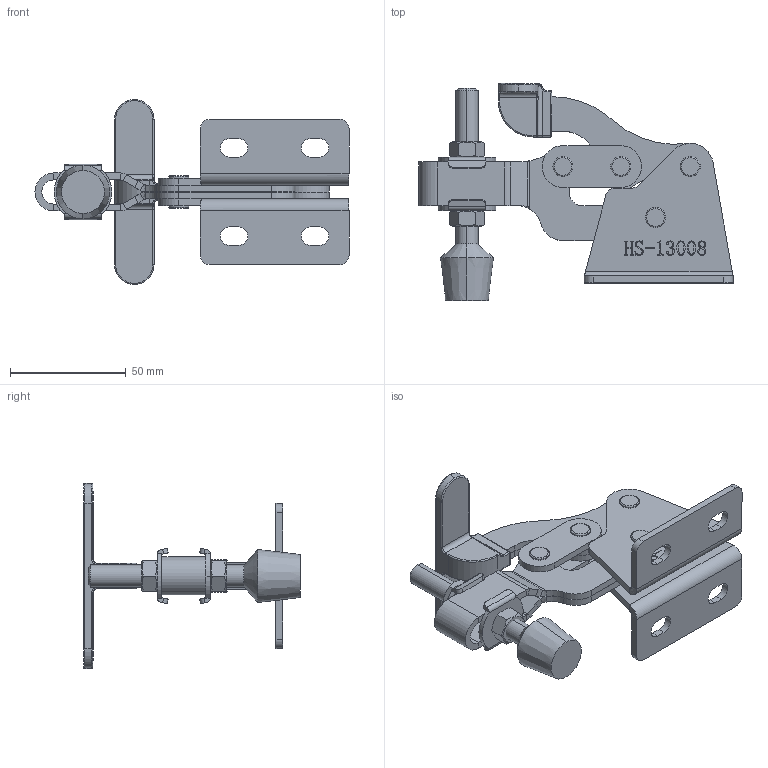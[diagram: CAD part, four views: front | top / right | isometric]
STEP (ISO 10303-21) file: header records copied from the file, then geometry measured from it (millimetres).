
FILE_DESCRIPTION (( 'STEP AP203' ), '1' );
FILE_NAME ('HS13008.STEP', '2019-10-12T08:30:43', ( '微软用户' ), ( '微软中国' ), 'SwSTEP 2.0', 'SolidWorks 2012', '' );
FILE_SCHEMA (( 'CONFIG_CONTROL_DESIGN' ));
Length unit declared in the file: millimetre
Products named in the file (13): HS13008; FC-38312; unified hexagon bolt_as-nzs_AS-NZS 2465 Bolt - 0.375-16 x 3-C; 蝶芛; hex nuts, style 1-grades ab gb_GB_FASTENER_NUT_SNAB1 M8-S; FW-380; HS-13008穩隊; HS-13008忒參; HS-13008揤參; HS-13008忒梟; HS-13008蟀裝; HS-13008菁釱酘; HS-13008菁釱衵
Assembly tree (19 placements, depth 3):
  HS13008
    HS-13008菁釱衵
    HS-13008菁釱酘
    HS-13008蟀裝  x2
    HS-13008忒梟  x2
    HS-13008揤參
    HS-13008忒參
    HS-13008穩隊  x4
    FW-380  x2
    hex nuts, style 1-grades ab gb_GB_FASTENER_NUT_SNAB1 M8-S  x2
    FC-38312
      蝶芛
      unified hexagon bolt_as-nzs_AS-NZS 2465 Bolt - 0.375-16 x 3-C
Bounding box: 135.69 x 93.73 x 80 mm (x, y, z)
Volume: 74794 mm3; surface area: 55883.3 mm2
Topology: 18 solids, 18 shells, 872 faces, 2152 edges, 1346 vertices
Faces by surface type: plane 360, cylinder 217, bspline 161, cone 92, torus 36, sphere 6
Entity records: 30854 total; most frequent: CARTESIAN_POINT 12860, ORIENTED_EDGE 3622, DIRECTION 3003, EDGE_CURVE 1811, VERTEX_POINT 1144, VECTOR 1073, LINE 1073, AXIS2_PLACEMENT_3D 965
